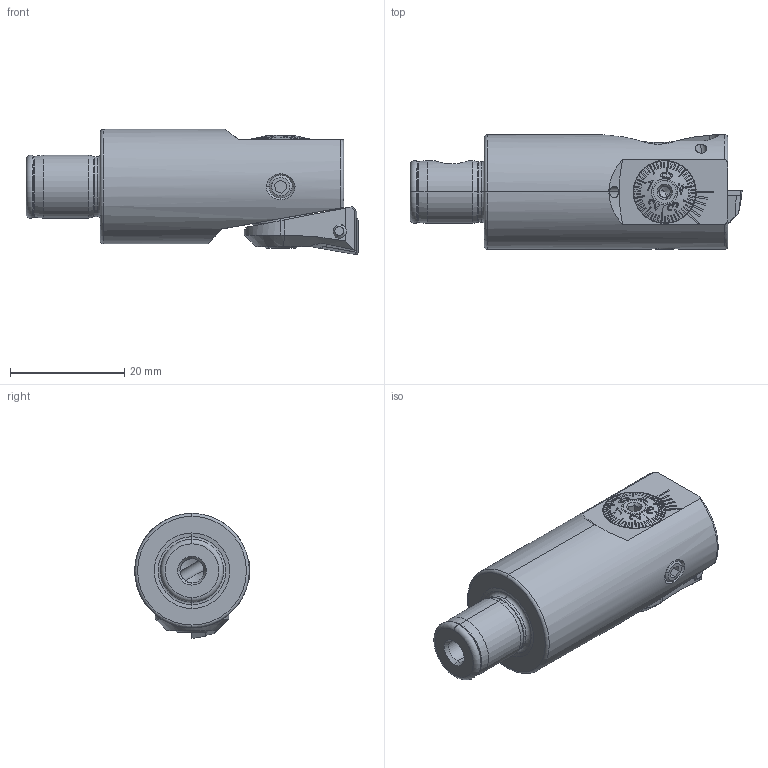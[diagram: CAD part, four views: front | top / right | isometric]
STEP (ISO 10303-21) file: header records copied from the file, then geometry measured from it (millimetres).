
FILE_DESCRIPTION (( 'STEP AP214' ), '1' );
FILE_NAME ('C05.020.024.045.STEP', '2017-04-18T08:07:45', ( 'SWIAdmin' ), ( 'Hewlett-Packard Company' ), 'SwSTEP 2.0', 'SolidWorks 2015', '' );
FILE_SCHEMA (( 'AUTOMOTIVE_DESIGN' ));
Length unit declared in the file: millimetre
Products named in the file (21): Zyl..schr..BN 9524_M3x5; F20-ER1.101.006_A; F20-WCA.001.005; WCA-ER2.001.006_A; CCMT060204; F20-WCA.001.005_C_fertigbearbeitet; WH1-F20.DA1.045_A; ISO 4026 - M4 x 3; Klebstoff D4; C05.020.024.045; PEE-DA1.011.026_A; WN1-ER3.001.005_PreviewCfg; WN1-ER2.001.005_A; F20-BG3.004.017_A; F20-BG1.DA2.011_Aktuell 06.2014-M1x2; Fxx-MAB.xxx.xxx_A_F20M1x2; F20-BG2.007.006_A; F20-BG2.011.004_A; F20-BG2.011.003_A; F20-BG2.008.009_A; F20-BG1.DA1.011_A_Aktuell 06.2014-M1x2
Assembly tree (20 placements, depth 3):
  C05.020.024.045
    WH1-F20.DA1.045_A
    F20-WCA.001.005
      F20-WCA.001.005_C_fertigbearbeitet
      CCMT060204
      WCA-ER2.001.006_A
    F20-ER1.101.006_A
    Zyl..schr..BN 9524_M3x5
    F20-BG1.DA2.011_Aktuell 06.2014-M1x2
      F20-BG1.DA1.011_A_Aktuell 06.2014-M1x2
      F20-BG2.008.009_A
      F20-BG2.011.003_A
      F20-BG2.011.004_A
      F20-BG2.007.006_A
      Fxx-MAB.xxx.xxx_A_F20M1x2
    F20-BG3.004.017_A
    WN1-ER2.001.005_A
    WN1-ER3.001.005_PreviewCfg
    PEE-DA1.011.026_A
    Klebstoff D4
    ISO 4026 - M4 x 3
Bounding box: 58 x 20 x 21.85 mm (x, y, z)
Volume: 12670.7 mm3; surface area: 8837.9 mm2
Topology: 18 solids, 18 shells, 884 faces, 2260 edges, 1427 vertices
Faces by surface type: plane 386, cone 192, cylinder 191, torus 65, bspline 48, sphere 2
Entity records: 34618 total; most frequent: CARTESIAN_POINT 9218, ORIENTED_EDGE 4488, DIRECTION 4001, EDGE_CURVE 2244, AXIS2_PLACEMENT_3D 1543, VERTEX_POINT 1427, EDGE_LOOP 949, VECTOR 915
